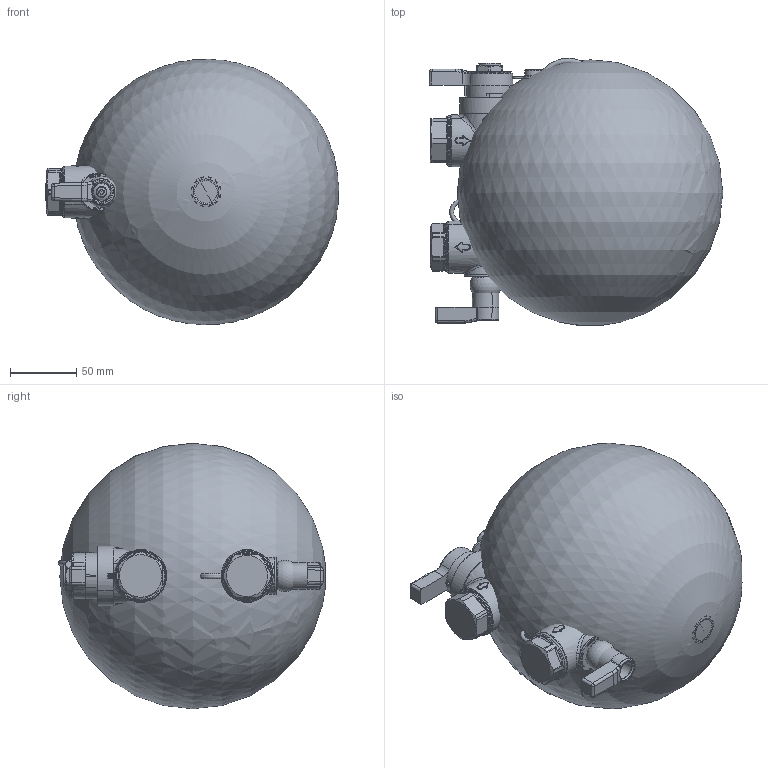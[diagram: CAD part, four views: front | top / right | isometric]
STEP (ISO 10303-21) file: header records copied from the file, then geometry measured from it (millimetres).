
FILE_DESCRIPTION((''),'2;1');
FILE_NAME('149400_H20_SW0001','2017-06-08T',('sparenzan'),(''),'CREO PARAMETRIC BY PTC INC, 2016050','CREO PARAMETRIC BY PTC INC, 2016050','');
FILE_SCHEMA(('CONFIG_CONTROL_DESIGN'));
Products named in the file (1): 149400_H20_SW0001
Bounding box: 220.99 x 201.14 x 199.94 mm (x, y, z)
Surface area: 376094 mm2 (no closed solid volume)
Topology: 0 solids, 0 shells, 3109 faces, 13759 edges, 13561 vertices
Faces by surface type: bspline 2879, torus 125, sphere 105
Entity records: 280928 total; most frequent: CARTESIAN_POINT 162301, DIRECTION 16936, TRIMMED_CURVE 15026, VECTOR 13576, LINE 13576, DEFINITIONAL_REPRESENTATION 13462, PCURVE 13462, COMPOSITE_CURVE_SEGMENT 13462
